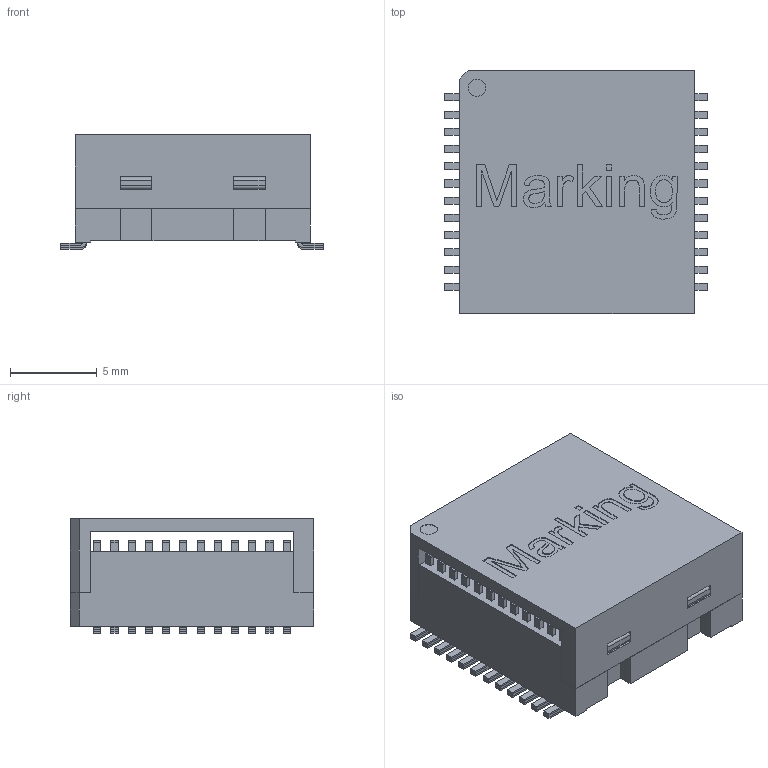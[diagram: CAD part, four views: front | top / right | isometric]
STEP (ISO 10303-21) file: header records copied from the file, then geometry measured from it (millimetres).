
FILE_DESCRIPTION(/* description */ ('Unknown'),/* implementation_level */ '2;1');
FILE_NAME(/* name */ 'T_Wurth_WE-LAN10G_749050017',/* time_stamp */ '2025-08-26T15:13:16+08:00',/* author */ ('Unknown'),/* organization */ ('Unknown'),/* preprocessor_version */ 'ST-DEVELOPER v19.4',/* originating_system */ 'Solid Edge',/* authorisation */ 'Unknown');
FILE_SCHEMA (('AUTOMOTIVE_DESIGN {1 0 10303 214 3 1 1}'));
Length unit declared in the file: millimetre
Products named in the file (2): T_Wurth_WE-LAN10G_749050017
Assembly tree (1 placements, depth 2):
  T_Wurth_WE-LAN10G_749050017
    T_Wurth_WE-LAN10G_749050017
Bounding box: 15.11 x 13.97 x 6.6 mm (x, y, z)
Volume: 565 mm3; surface area: 1937.2 mm2
Topology: 50 solids, 50 shells, 814 faces, 2105 edges, 1398 vertices
Faces by surface type: plane 645, cylinder 154, bspline 15
Full cylindrical faces by diameter (mm): 1 x1
Entity records: 26438 total; most frequent: CARTESIAN_POINT 5330, ORIENTED_EDGE 4206, DIRECTION 3885, EDGE_CURVE 2103, LINE 1671, VECTOR 1671, VERTEX_POINT 1398, AXIS2_PLACEMENT_3D 1107
